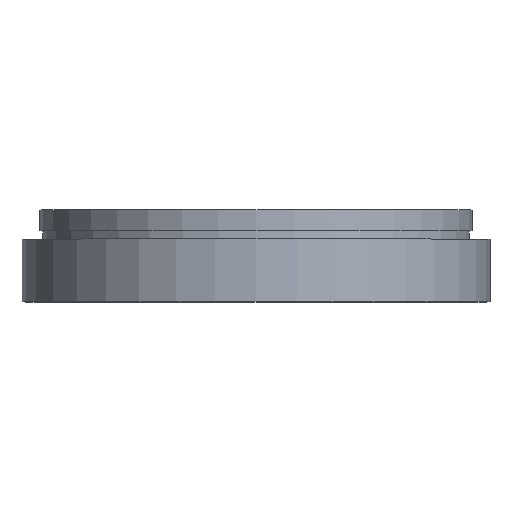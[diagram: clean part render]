
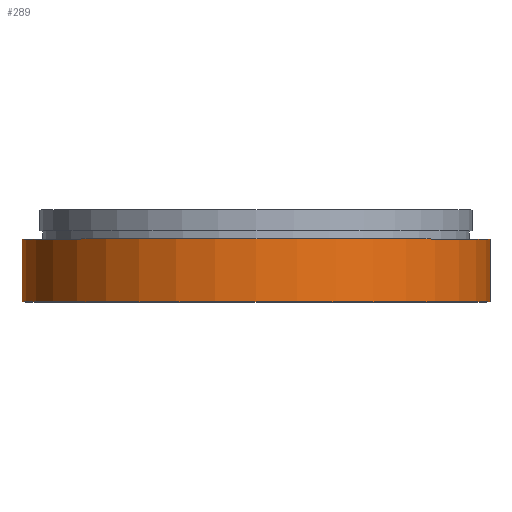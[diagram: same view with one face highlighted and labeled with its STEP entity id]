
A CAD part, top view. The second image highlights one B-rep face of the part: STEP entity #289.
In plain terms, the highlighted cylindrical face has radius 28 mm (diameter 56 mm), a partial arc.
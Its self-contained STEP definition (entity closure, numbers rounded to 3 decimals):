
#3 = VERTEX_POINT ( 'NONE', #80 ) ;
#8 = EDGE_CURVE ( 'NONE', #521, #283, #501, .T. ) ;
#12 = CARTESIAN_POINT ( 'NONE',  ( -28., 7.5, 0. ) ) ;
#15 = DIRECTION ( 'NONE',  ( -1., 0., 0. ) ) ;
#31 = CARTESIAN_POINT ( 'NONE',  ( -28., 16.886, 0. ) ) ;
#33 = ORIENTED_EDGE ( 'NONE', *, *, #8, .F. ) ;
#46 = VECTOR ( 'NONE', #502, 1000. ) ;
#80 = CARTESIAN_POINT ( 'NONE',  ( 28., 7.5, 0. ) ) ;
#155 = CARTESIAN_POINT ( 'NONE',  ( 0., 16.886, 0. ) ) ;
#200 = DIRECTION ( 'NONE',  ( -1., 0., 0. ) ) ;
#256 = DIRECTION ( 'NONE',  ( 0., 1., 0. ) ) ;
#267 = CARTESIAN_POINT ( 'NONE',  ( 28., 16.886, 0. ) ) ;
#280 = CYLINDRICAL_SURFACE ( 'NONE', #422, 28. ) ;
#283 = VERTEX_POINT ( 'NONE', #12 ) ;
#289 = ADVANCED_FACE ( 'NONE', ( #473 ), #280, .T. ) ;
#302 = DIRECTION ( 'NONE',  ( 0., 1., 0. ) ) ;
#321 = CIRCLE ( 'NONE', #434, 28. ) ;
#326 = AXIS2_PLACEMENT_3D ( 'NONE', #573, #302, #200 ) ;
#341 = ORIENTED_EDGE ( 'NONE', *, *, #615, .T. ) ;
#349 = VECTOR ( 'NONE', #421, 1000. ) ;
#385 = ORIENTED_EDGE ( 'NONE', *, *, #528, .T. ) ;
#394 = ORIENTED_EDGE ( 'NONE', *, *, #467, .F. ) ;
#408 = DIRECTION ( 'NONE',  ( -1., 0., 0. ) ) ;
#421 = DIRECTION ( 'NONE',  ( 0., 1., 0. ) ) ;
#422 = AXIS2_PLACEMENT_3D ( 'NONE', #155, #256, #15 ) ;
#427 = LINE ( 'NONE', #267, #46 ) ;
#434 = AXIS2_PLACEMENT_3D ( 'NONE', #555, #460, #408 ) ;
#460 = DIRECTION ( 'NONE',  ( 0., 1., 0. ) ) ;
#467 = EDGE_CURVE ( 'NONE', #283, #3, #321, .T. ) ;
#473 = FACE_OUTER_BOUND ( 'NONE', #475, .T. ) ;
#475 = EDGE_LOOP ( 'NONE', ( #341, #385, #394, #33 ) ) ;
#485 = CARTESIAN_POINT ( 'NONE',  ( 28., 0., 0. ) ) ;
#501 = LINE ( 'NONE', #31, #349 ) ;
#502 = DIRECTION ( 'NONE',  ( 0., 1., 0. ) ) ;
#521 = VERTEX_POINT ( 'NONE', #552 ) ;
#528 = EDGE_CURVE ( 'NONE', #613, #3, #427, .T. ) ;
#552 = CARTESIAN_POINT ( 'NONE',  ( -28., 0., 0. ) ) ;
#555 = CARTESIAN_POINT ( 'NONE',  ( 0., 7.5, 0. ) ) ;
#573 = CARTESIAN_POINT ( 'NONE',  ( 0., 0., 0. ) ) ;
#599 = CIRCLE ( 'NONE', #326, 28. ) ;
#613 = VERTEX_POINT ( 'NONE', #485 ) ;
#615 = EDGE_CURVE ( 'NONE', #521, #613, #599, .T. ) ;
